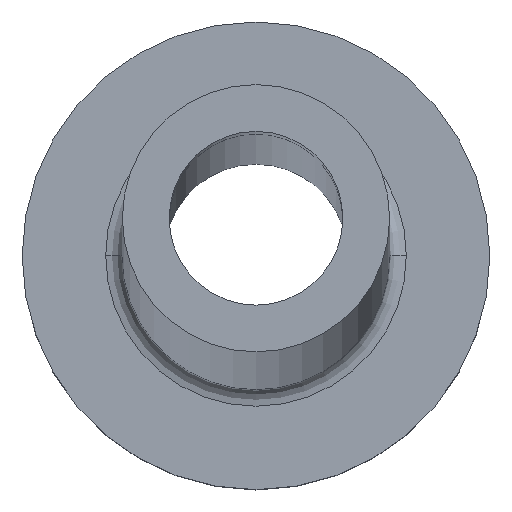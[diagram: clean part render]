
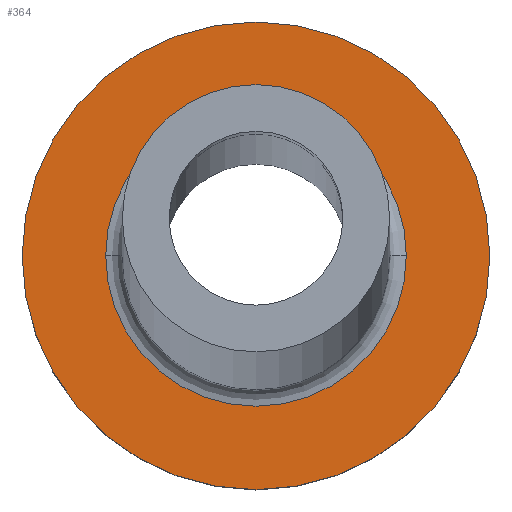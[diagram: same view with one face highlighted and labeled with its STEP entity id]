
A CAD part, top view. The second image highlights one B-rep face of the part: STEP entity #364.
In plain terms, the highlighted planar face has unit normal (0, 0, 1).
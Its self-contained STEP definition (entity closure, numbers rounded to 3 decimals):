
#10 = ORIENTED_EDGE ( 'NONE', *, *, #42, .T. ) ;
#12 = EDGE_CURVE ( 'NONE', #130, #92, #194, .T. ) ;
#17 = AXIS2_PLACEMENT_3D ( 'NONE', #173, #30, #348 ) ;
#21 = AXIS2_PLACEMENT_3D ( 'NONE', #179, #289, #183 ) ;
#23 = FACE_BOUND ( 'NONE', #141, .T. ) ;
#30 = DIRECTION ( 'NONE',  ( 0., 0., 1. ) ) ;
#42 = EDGE_CURVE ( 'NONE', #90, #153, #283, .T. ) ;
#47 = CIRCLE ( 'NONE', #21, 4.5 ) ;
#65 = EDGE_CURVE ( 'NONE', #153, #90, #47, .T. ) ;
#90 = VERTEX_POINT ( 'NONE', #453 ) ;
#92 = VERTEX_POINT ( 'NONE', #99 ) ;
#99 = CARTESIAN_POINT ( 'NONE',  ( -7., 0., 5. ) ) ;
#104 = AXIS2_PLACEMENT_3D ( 'NONE', #338, #333, #430 ) ;
#110 = CARTESIAN_POINT ( 'NONE',  ( 0., 0., 5. ) ) ;
#119 = ORIENTED_EDGE ( 'NONE', *, *, #306, .T. ) ;
#130 = VERTEX_POINT ( 'NONE', #207 ) ;
#141 = EDGE_LOOP ( 'NONE', ( #10, #198 ) ) ;
#153 = VERTEX_POINT ( 'NONE', #426 ) ;
#171 = DIRECTION ( 'NONE',  ( 1., 0., 0. ) ) ;
#173 = CARTESIAN_POINT ( 'NONE',  ( 0., 0., 5. ) ) ;
#179 = CARTESIAN_POINT ( 'NONE',  ( 0., 0., 5. ) ) ;
#183 = DIRECTION ( 'NONE',  ( 1., 0., 0. ) ) ;
#185 = PLANE ( 'NONE',  #104 ) ;
#194 = CIRCLE ( 'NONE', #17, 7. ) ;
#198 = ORIENTED_EDGE ( 'NONE', *, *, #65, .T. ) ;
#207 = CARTESIAN_POINT ( 'NONE',  ( 7., 0., 5. ) ) ;
#208 = DIRECTION ( 'NONE',  ( 1., 0., 0. ) ) ;
#211 = EDGE_LOOP ( 'NONE', ( #119, #398 ) ) ;
#228 = AXIS2_PLACEMENT_3D ( 'NONE', #317, #429, #208 ) ;
#246 = DIRECTION ( 'NONE',  ( 0., 0., 1. ) ) ;
#283 = CIRCLE ( 'NONE', #228, 4.5 ) ;
#289 = DIRECTION ( 'NONE',  ( 0., 0., -1. ) ) ;
#306 = EDGE_CURVE ( 'NONE', #92, #130, #459, .T. ) ;
#317 = CARTESIAN_POINT ( 'NONE',  ( 0., 0., 5. ) ) ;
#320 = AXIS2_PLACEMENT_3D ( 'NONE', #110, #246, #171 ) ;
#333 = DIRECTION ( 'NONE',  ( 0., 0., 1. ) ) ;
#338 = CARTESIAN_POINT ( 'NONE',  ( 0., 0., 5. ) ) ;
#348 = DIRECTION ( 'NONE',  ( 1., 0., 0. ) ) ;
#363 = FACE_OUTER_BOUND ( 'NONE', #211, .T. ) ;
#364 = ADVANCED_FACE ( 'NONE', ( #23, #363 ), #185, .T. ) ;
#398 = ORIENTED_EDGE ( 'NONE', *, *, #12, .T. ) ;
#426 = CARTESIAN_POINT ( 'NONE',  ( -4.5, 0., 5. ) ) ;
#429 = DIRECTION ( 'NONE',  ( 0., 0., -1. ) ) ;
#430 = DIRECTION ( 'NONE',  ( 1., 0., 0. ) ) ;
#453 = CARTESIAN_POINT ( 'NONE',  ( 4.5, 0., 5. ) ) ;
#459 = CIRCLE ( 'NONE', #320, 7. ) ;
